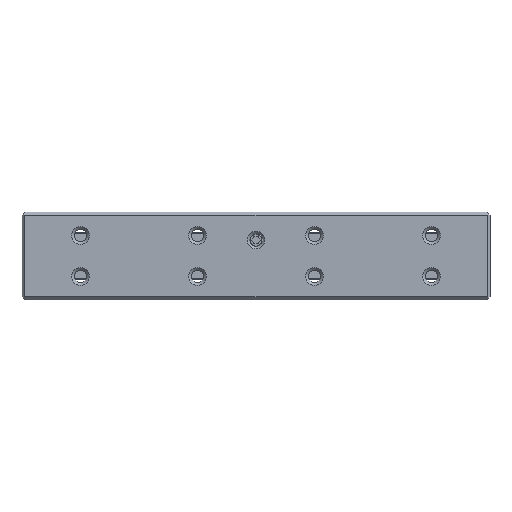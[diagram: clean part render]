
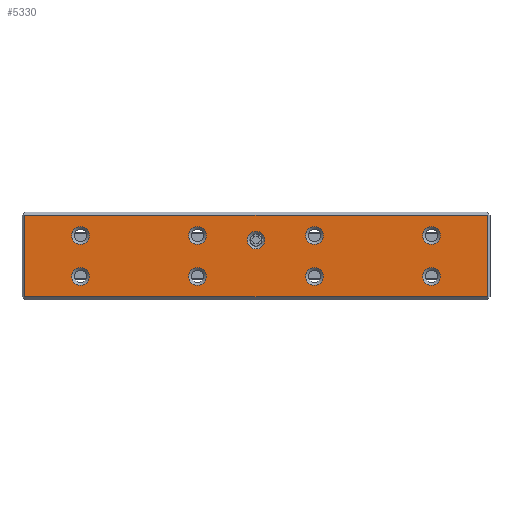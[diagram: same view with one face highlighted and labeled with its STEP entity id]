
A CAD part, top view. The second image highlights one B-rep face of the part: STEP entity #5330.
In plain terms, the highlighted planar face has unit normal (0, 0, 1).
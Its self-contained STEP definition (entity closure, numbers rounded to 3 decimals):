
#5330=ADVANCED_FACE('',(#9433,#9434,#9435,#9436,#9437,#9438,#9439,#9440,
#9441,#9442),#6033,.T.);
#6033=PLANE('',#17412);
#6941=LINE('',#22414,#8365);
#6942=LINE('',#22417,#8366);
#6943=LINE('',#22419,#8367);
#6944=LINE('',#22421,#8368);
#8365=VECTOR('',#18618,1.);
#8366=VECTOR('',#18619,1.);
#8367=VECTOR('',#18620,1.);
#8368=VECTOR('',#18621,1.);
#9433=FACE_BOUND('',#9687,.T.);
#9434=FACE_BOUND('',#9688,.T.);
#9435=FACE_BOUND('',#9689,.T.);
#9436=FACE_BOUND('',#9690,.T.);
#9437=FACE_BOUND('',#9691,.T.);
#9438=FACE_BOUND('',#9692,.T.);
#9439=FACE_BOUND('',#9693,.T.);
#9440=FACE_BOUND('',#9694,.T.);
#9441=FACE_BOUND('',#9695,.T.);
#9442=FACE_BOUND('',#9696,.T.);
#9687=EDGE_LOOP('',(#11181));
#9688=EDGE_LOOP('',(#11182));
#9689=EDGE_LOOP('',(#11183));
#9690=EDGE_LOOP('',(#11184));
#9691=EDGE_LOOP('',(#11185));
#9692=EDGE_LOOP('',(#11186));
#9693=EDGE_LOOP('',(#11187));
#9694=EDGE_LOOP('',(#11188));
#9695=EDGE_LOOP('',(#11189));
#9696=EDGE_LOOP('',(#11190,#11191,#11192,#11193));
#11181=ORIENTED_EDGE('',*,*,#16011,.T.);
#11182=ORIENTED_EDGE('',*,*,#16012,.T.);
#11183=ORIENTED_EDGE('',*,*,#16013,.T.);
#11184=ORIENTED_EDGE('',*,*,#16014,.T.);
#11185=ORIENTED_EDGE('',*,*,#16015,.T.);
#11186=ORIENTED_EDGE('',*,*,#16016,.T.);
#11187=ORIENTED_EDGE('',*,*,#16017,.T.);
#11188=ORIENTED_EDGE('',*,*,#16018,.T.);
#11189=ORIENTED_EDGE('',*,*,#16019,.T.);
#11190=ORIENTED_EDGE('',*,*,#16020,.T.);
#11191=ORIENTED_EDGE('',*,*,#16021,.T.);
#11192=ORIENTED_EDGE('',*,*,#16022,.T.);
#11193=ORIENTED_EDGE('',*,*,#16023,.T.);
#14721=VERTEX_POINT('',#22397);
#14722=VERTEX_POINT('',#22399);
#14723=VERTEX_POINT('',#22401);
#14724=VERTEX_POINT('',#22403);
#14725=VERTEX_POINT('',#22405);
#14726=VERTEX_POINT('',#22407);
#14727=VERTEX_POINT('',#22409);
#14728=VERTEX_POINT('',#22411);
#14729=VERTEX_POINT('',#22413);
#14730=VERTEX_POINT('',#22415);
#14731=VERTEX_POINT('',#22416);
#14732=VERTEX_POINT('',#22418);
#14733=VERTEX_POINT('',#22420);
#16011=EDGE_CURVE('',#14721,#14721,#17251,.T.);
#16012=EDGE_CURVE('',#14722,#14722,#17252,.T.);
#16013=EDGE_CURVE('',#14723,#14723,#17253,.T.);
#16014=EDGE_CURVE('',#14724,#14724,#17254,.T.);
#16015=EDGE_CURVE('',#14725,#14725,#17255,.T.);
#16016=EDGE_CURVE('',#14726,#14726,#17256,.T.);
#16017=EDGE_CURVE('',#14727,#14727,#17257,.T.);
#16018=EDGE_CURVE('',#14728,#14728,#17258,.T.);
#16019=EDGE_CURVE('',#14729,#14729,#17259,.T.);
#16020=EDGE_CURVE('',#14730,#14731,#6941,.T.);
#16021=EDGE_CURVE('',#14731,#14732,#6942,.T.);
#16022=EDGE_CURVE('',#14732,#14733,#6943,.T.);
#16023=EDGE_CURVE('',#14733,#14730,#6944,.T.);
#17251=CIRCLE('',#17403,1.5);
#17252=CIRCLE('',#17404,1.5);
#17253=CIRCLE('',#17405,1.5);
#17254=CIRCLE('',#17406,1.5);
#17255=CIRCLE('',#17407,1.5);
#17256=CIRCLE('',#17408,1.5);
#17257=CIRCLE('',#17409,1.5);
#17258=CIRCLE('',#17410,1.5);
#17259=CIRCLE('',#17411,1.5);
#17403=AXIS2_PLACEMENT_3D('',#22396,#18600,#18601);
#17404=AXIS2_PLACEMENT_3D('',#22398,#18602,#18603);
#17405=AXIS2_PLACEMENT_3D('',#22400,#18604,#18605);
#17406=AXIS2_PLACEMENT_3D('',#22402,#18606,#18607);
#17407=AXIS2_PLACEMENT_3D('',#22404,#18608,#18609);
#17408=AXIS2_PLACEMENT_3D('',#22406,#18610,#18611);
#17409=AXIS2_PLACEMENT_3D('',#22408,#18612,#18613);
#17410=AXIS2_PLACEMENT_3D('',#22410,#18614,#18615);
#17411=AXIS2_PLACEMENT_3D('',#22412,#18616,#18617);
#17412=AXIS2_PLACEMENT_3D('',#22422,#18622,#18623);
#18600=DIRECTION('',(0.,0.,-1.));
#18601=DIRECTION('',(1.,0.,0.));
#18602=DIRECTION('',(0.,0.,-1.));
#18603=DIRECTION('',(1.,0.,0.));
#18604=DIRECTION('',(0.,0.,-1.));
#18605=DIRECTION('',(1.,0.,0.));
#18606=DIRECTION('',(0.,0.,-1.));
#18607=DIRECTION('',(1.,0.,0.));
#18608=DIRECTION('',(0.,0.,-1.));
#18609=DIRECTION('',(1.,0.,0.));
#18610=DIRECTION('',(0.,0.,-1.));
#18611=DIRECTION('',(1.,0.,0.));
#18612=DIRECTION('',(0.,0.,-1.));
#18613=DIRECTION('',(1.,0.,0.));
#18614=DIRECTION('',(0.,0.,-1.));
#18615=DIRECTION('',(1.,0.,0.));
#18616=DIRECTION('',(0.,0.,-1.));
#18617=DIRECTION('',(1.,0.,0.));
#18618=DIRECTION('',(1.,0.,0.));
#18619=DIRECTION('',(0.,1.,0.));
#18620=DIRECTION('',(-1.,0.,0.));
#18621=DIRECTION('',(0.,-1.,0.));
#18622=DIRECTION('',(0.,0.,1.));
#18623=DIRECTION('',(1.,0.,0.));
#22396=CARTESIAN_POINT('',(-4.,-15.3,8.));
#22397=CARTESIAN_POINT('',(-2.5,-15.3,8.));
#22398=CARTESIAN_POINT('',(26.,-21.5,8.));
#22399=CARTESIAN_POINT('',(27.5,-21.5,8.));
#22400=CARTESIAN_POINT('',(26.,-14.5,8.));
#22401=CARTESIAN_POINT('',(27.5,-14.5,8.));
#22402=CARTESIAN_POINT('',(6.,-21.5,8.));
#22403=CARTESIAN_POINT('',(7.5,-21.5,8.));
#22404=CARTESIAN_POINT('',(6.,-14.5,8.));
#22405=CARTESIAN_POINT('',(7.5,-14.5,8.));
#22406=CARTESIAN_POINT('',(-14.,-21.5,8.));
#22407=CARTESIAN_POINT('',(-12.5,-21.5,8.));
#22408=CARTESIAN_POINT('',(-14.,-14.5,8.));
#22409=CARTESIAN_POINT('',(-12.5,-14.5,8.));
#22410=CARTESIAN_POINT('',(-34.,-21.5,8.));
#22411=CARTESIAN_POINT('',(-32.5,-21.5,8.));
#22412=CARTESIAN_POINT('',(-34.,-14.5,8.));
#22413=CARTESIAN_POINT('',(-32.5,-14.5,8.));
#22414=CARTESIAN_POINT('',(-4.,-25.,8.));
#22415=CARTESIAN_POINT('',(-43.5,-25.,8.));
#22416=CARTESIAN_POINT('',(35.5,-25.,8.));
#22417=CARTESIAN_POINT('',(35.5,-18.,8.));
#22418=CARTESIAN_POINT('',(35.5,-11.,8.));
#22419=CARTESIAN_POINT('',(-4.,-11.,8.));
#22420=CARTESIAN_POINT('',(-43.5,-11.,8.));
#22421=CARTESIAN_POINT('',(-43.5,-18.,8.));
#22422=CARTESIAN_POINT('',(-4.,-18.,8.));
